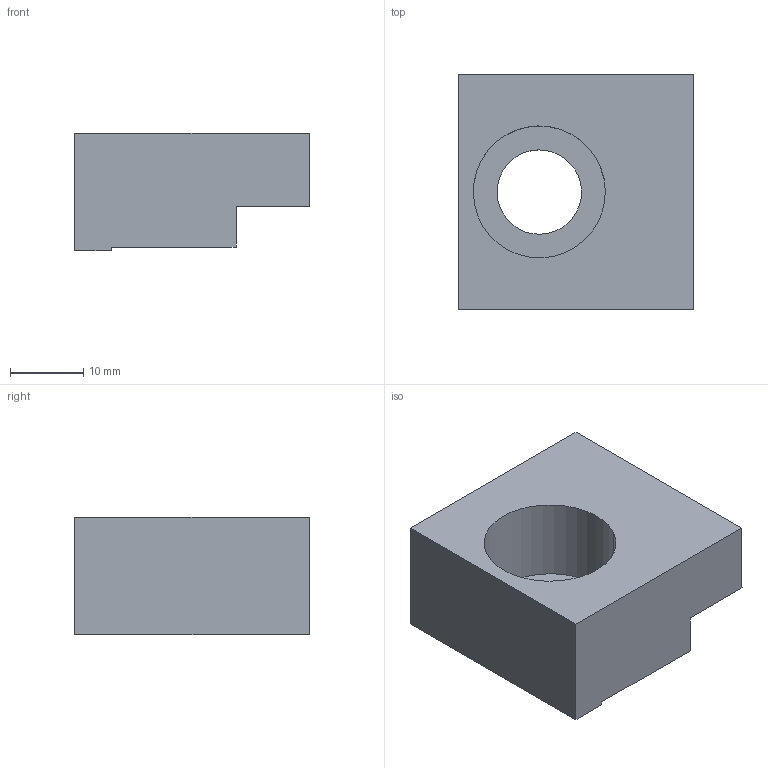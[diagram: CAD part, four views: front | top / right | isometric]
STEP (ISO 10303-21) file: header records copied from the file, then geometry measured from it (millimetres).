
FILE_DESCRIPTION(('CATIA V5 STEP Exchange'),'2;1');
FILE_NAME('RDST207.323216.stp','2017-03-08T09:06:31+00:00',('none'),('none'),'CATIA Version 5 Release 19 GA (IN-10)','CATIA V5 STEP AP203','none');
FILE_SCHEMA(('CONFIG_CONTROL_DESIGN'));
Length unit declared in the file: millimetre
Products named in the file (1): RDST207.323216
Bounding box: 32 x 32 x 16 mm (x, y, z)
Volume: 10850.1 mm3; surface area: 4546.1 mm2
Topology: 1 solids, 1 shells, 15 faces, 39 edges, 31 vertices
Faces by surface type: plane 11, cylinder 4
Entity records: 497 total; most frequent: CARTESIAN_POINT 84, ORIENTED_EDGE 72, DIRECTION 65, EDGE_CURVE 36, VECTOR 31, LINE 31, VERTEX_POINT 24, AXIS2_PLACEMENT_3D 22
